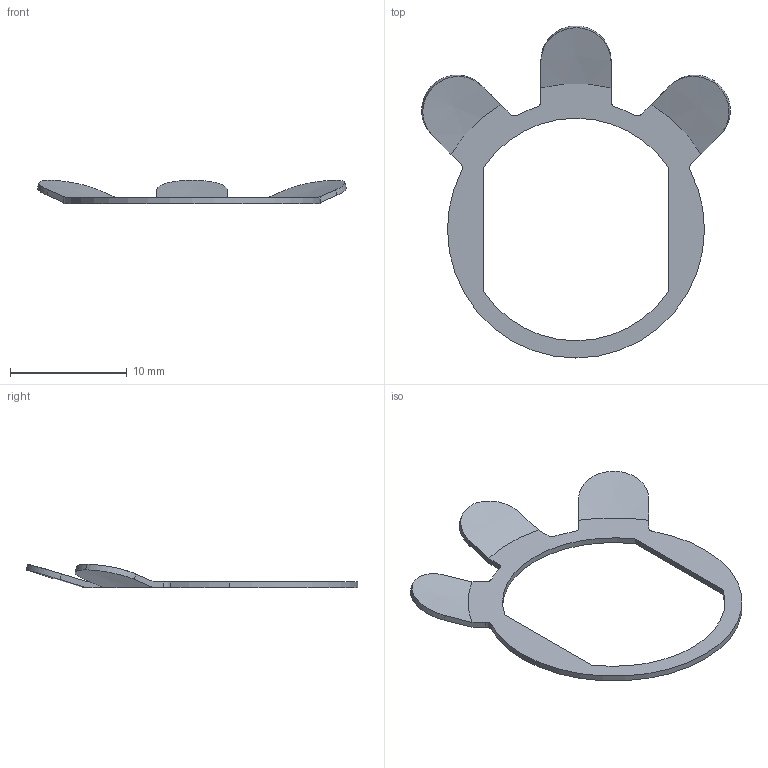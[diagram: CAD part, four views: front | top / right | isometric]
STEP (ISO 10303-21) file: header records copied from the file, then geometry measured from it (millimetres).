
FILE_DESCRIPTION (( 'STEP AP214' ), '1' );
FILE_NAME ('TL_420SUS_M19.STEP', '2016-01-25T04:24:06', ( '' ), ( '' ), 'SwSTEP 2.0', 'SolidWorks 2015', '' );
FILE_SCHEMA (( 'AUTOMOTIVE_DESIGN' ));
Length unit declared in the file: millimetre
Products named in the file (2): washer; TL_420SUS_M19
Assembly tree (1 placements, depth 2):
  TL_420SUS_M19
    washer
Bounding box: 26.42 x 28.42 x 2 mm (x, y, z)
Volume: 113.7 mm3; surface area: 535.4 mm2
Topology: 1 solids, 1 shells, 39 faces, 111 edges, 74 vertices
Faces by surface type: cylinder 20, plane 10, cone 6, torus 3
Entity records: 1526 total; most frequent: CARTESIAN_POINT 462, ORIENTED_EDGE 222, DIRECTION 204, EDGE_CURVE 111, AXIS2_PLACEMENT_3D 80, VERTEX_POINT 74, VECTOR 44, LINE 44
